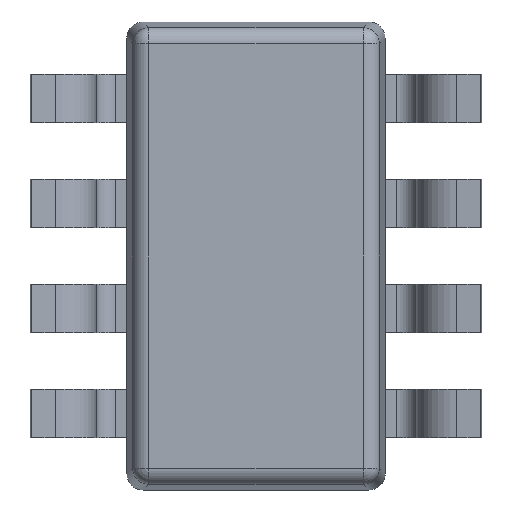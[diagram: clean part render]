
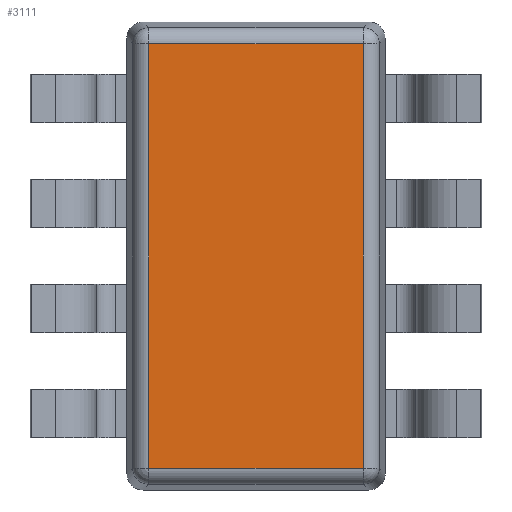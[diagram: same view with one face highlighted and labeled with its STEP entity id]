
A CAD part, front view. The second image highlights one B-rep face of the part: STEP entity #3111.
In plain terms, the highlighted planar face has unit normal (0, -1, 0).
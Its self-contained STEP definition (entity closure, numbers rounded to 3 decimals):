
#79 = DIRECTION ( 'NONE',  ( 0., 0., -1. ) ) ;
#198 = FACE_OUTER_BOUND ( 'NONE', #626, .T. ) ;
#626 = EDGE_LOOP ( 'NONE', ( #3945, #4206, #1845, #2650 ) ) ;
#635 = EDGE_CURVE ( 'NONE', #3611, #771, #1135, .T. ) ;
#711 = CARTESIAN_POINT ( 'NONE',  ( 0.665, 0.1, 1.404 ) ) ;
#771 = VERTEX_POINT ( 'NONE', #2024 ) ;
#778 = EDGE_CURVE ( 'NONE', #2037, #1946, #4379, .T. ) ;
#903 = EDGE_CURVE ( 'NONE', #771, #2037, #1841, .T. ) ;
#971 = DIRECTION ( 'NONE',  ( 0., -1., 0. ) ) ;
#1135 = LINE ( 'NONE', #2639, #1138 ) ;
#1138 = VECTOR ( 'NONE', #1159, 1000. ) ;
#1159 = DIRECTION ( 'NONE',  ( 1., 0., 0. ) ) ;
#1189 = CARTESIAN_POINT ( 'NONE',  ( -0.665, 0.1, -1.404 ) ) ;
#1214 = EDGE_CURVE ( 'NONE', #1946, #3611, #3058, .T. ) ;
#1281 = VECTOR ( 'NONE', #2995, 1000. ) ;
#1841 = LINE ( 'NONE', #711, #1281 ) ;
#1845 = ORIENTED_EDGE ( 'NONE', *, *, #635, .T. ) ;
#1909 = CARTESIAN_POINT ( 'NONE',  ( -0.665, 0.1, 1.315 ) ) ;
#1946 = VERTEX_POINT ( 'NONE', #1909 ) ;
#2024 = CARTESIAN_POINT ( 'NONE',  ( 0.665, 0.1, -1.315 ) ) ;
#2037 = VERTEX_POINT ( 'NONE', #3062 ) ;
#2171 = VECTOR ( 'NONE', #79, 1000. ) ;
#2639 = CARTESIAN_POINT ( 'NONE',  ( 0.754, 0.1, -1.315 ) ) ;
#2650 = ORIENTED_EDGE ( 'NONE', *, *, #903, .T. ) ;
#2729 = DIRECTION ( 'NONE',  ( 0., 0., -1. ) ) ;
#2750 = AXIS2_PLACEMENT_3D ( 'NONE', #4386, #971, #2729 ) ;
#2995 = DIRECTION ( 'NONE',  ( 0., 0., 1. ) ) ;
#3058 = LINE ( 'NONE', #1189, #2171 ) ;
#3062 = CARTESIAN_POINT ( 'NONE',  ( 0.665, 0.1, 1.315 ) ) ;
#3111 = ADVANCED_FACE ( 'NONE', ( #198 ), #3882, .T. ) ;
#3251 = CARTESIAN_POINT ( 'NONE',  ( -0.754, 0.1, 1.315 ) ) ;
#3438 = VECTOR ( 'NONE', #4330, 1000. ) ;
#3611 = VERTEX_POINT ( 'NONE', #4519 ) ;
#3882 = PLANE ( 'NONE',  #2750 ) ;
#3945 = ORIENTED_EDGE ( 'NONE', *, *, #778, .T. ) ;
#4206 = ORIENTED_EDGE ( 'NONE', *, *, #1214, .T. ) ;
#4330 = DIRECTION ( 'NONE',  ( -1., 0., 0. ) ) ;
#4379 = LINE ( 'NONE', #3251, #3438 ) ;
#4386 = CARTESIAN_POINT ( 'NONE',  ( 0., 0.1, 0. ) ) ;
#4519 = CARTESIAN_POINT ( 'NONE',  ( -0.665, 0.1, -1.315 ) ) ;
